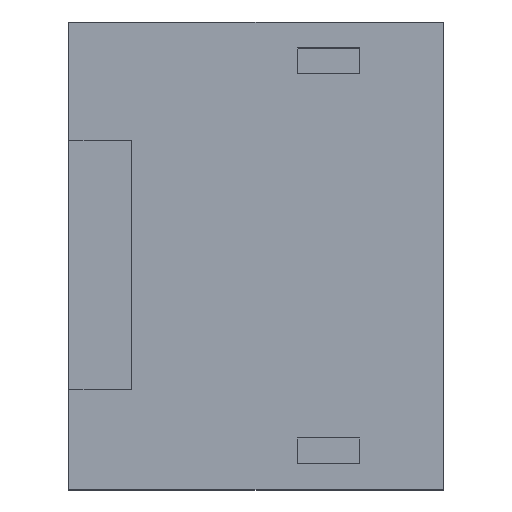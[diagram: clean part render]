
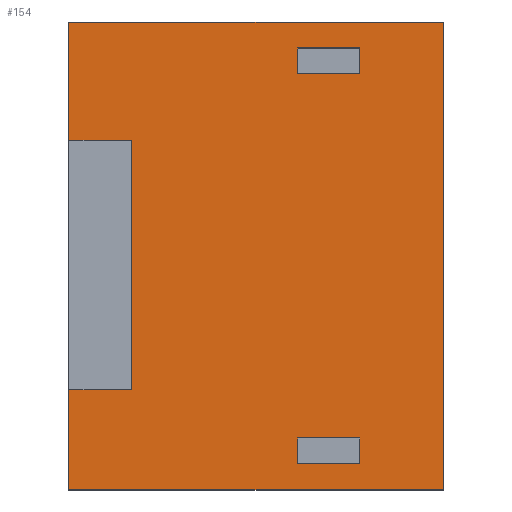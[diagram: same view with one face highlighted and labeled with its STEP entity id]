
A CAD part, top view. The second image highlights one B-rep face of the part: STEP entity #154.
In plain terms, the highlighted planar face has unit normal (0, 0, 1).
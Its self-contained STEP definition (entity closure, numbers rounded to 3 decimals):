
#42 = VERTEX_POINT('',#43);
#43 = CARTESIAN_POINT('',(0.,0.,1.6));
#49 = EDGE_CURVE('',#42,#50,#52,.T.);
#50 = VERTEX_POINT('',#51);
#51 = CARTESIAN_POINT('',(72.,0.,1.6));
#52 = LINE('',#53,#54);
#53 = CARTESIAN_POINT('',(0.,0.,1.6));
#54 = VECTOR('',#55,1.);
#55 = DIRECTION('',(1.,0.,0.));
#82 = VERTEX_POINT('',#83);
#83 = CARTESIAN_POINT('',(0.,90.,1.6));
#89 = EDGE_CURVE('',#82,#42,#90,.T.);
#90 = LINE('',#91,#92);
#91 = CARTESIAN_POINT('',(0.,90.,1.6));
#92 = VECTOR('',#93,1.);
#93 = DIRECTION('',(0.,-1.,0.));
#111 = EDGE_CURVE('',#50,#112,#114,.T.);
#112 = VERTEX_POINT('',#113);
#113 = CARTESIAN_POINT('',(72.,90.,1.6));
#114 = LINE('',#115,#116);
#115 = CARTESIAN_POINT('',(72.,0.,1.6));
#116 = VECTOR('',#117,1.);
#117 = DIRECTION('',(0.,1.,0.));
#154 = ADVANCED_FACE('',(#155,#166,#200,#234),#268,.T.);
#155 = FACE_BOUND('',#156,.T.);
#156 = EDGE_LOOP('',(#157,#158,#159,#165));
#157 = ORIENTED_EDGE('',*,*,#49,.T.);
#158 = ORIENTED_EDGE('',*,*,#111,.T.);
#159 = ORIENTED_EDGE('',*,*,#160,.T.);
#160 = EDGE_CURVE('',#112,#82,#161,.T.);
#161 = LINE('',#162,#163);
#162 = CARTESIAN_POINT('',(72.,90.,1.6));
#163 = VECTOR('',#164,1.);
#164 = DIRECTION('',(-1.,0.,0.));
#165 = ORIENTED_EDGE('',*,*,#89,.T.);
#166 = FACE_BOUND('',#167,.T.);
#167 = EDGE_LOOP('',(#168,#178,#186,#194));
#168 = ORIENTED_EDGE('',*,*,#169,.T.);
#169 = EDGE_CURVE('',#170,#172,#174,.T.);
#170 = VERTEX_POINT('',#171);
#171 = CARTESIAN_POINT('',(12.02,67.231,1.6));
#172 = VERTEX_POINT('',#173);
#173 = CARTESIAN_POINT('',(12.02,19.231,1.6));
#174 = LINE('',#175,#176);
#175 = CARTESIAN_POINT('',(12.02,67.231,1.6));
#176 = VECTOR('',#177,1.);
#177 = DIRECTION('',(0.,-1.,0.));
#178 = ORIENTED_EDGE('',*,*,#179,.T.);
#179 = EDGE_CURVE('',#172,#180,#182,.T.);
#180 = VERTEX_POINT('',#181);
#181 = CARTESIAN_POINT('',(0.02,19.231,1.6));
#182 = LINE('',#183,#184);
#183 = CARTESIAN_POINT('',(12.02,19.231,1.6));
#184 = VECTOR('',#185,1.);
#185 = DIRECTION('',(-1.,0.,0.));
#186 = ORIENTED_EDGE('',*,*,#187,.T.);
#187 = EDGE_CURVE('',#180,#188,#190,.T.);
#188 = VERTEX_POINT('',#189);
#189 = CARTESIAN_POINT('',(0.02,67.231,1.6));
#190 = LINE('',#191,#192);
#191 = CARTESIAN_POINT('',(0.02,19.231,1.6));
#192 = VECTOR('',#193,1.);
#193 = DIRECTION('',(0.,1.,0.));
#194 = ORIENTED_EDGE('',*,*,#195,.T.);
#195 = EDGE_CURVE('',#188,#170,#196,.T.);
#196 = LINE('',#197,#198);
#197 = CARTESIAN_POINT('',(0.02,67.231,1.6));
#198 = VECTOR('',#199,1.);
#199 = DIRECTION('',(1.,0.,0.));
#200 = FACE_BOUND('',#201,.T.);
#201 = EDGE_LOOP('',(#202,#212,#220,#228));
#202 = ORIENTED_EDGE('',*,*,#203,.T.);
#203 = EDGE_CURVE('',#204,#206,#208,.T.);
#204 = VERTEX_POINT('',#205);
#205 = CARTESIAN_POINT('',(44.,5.,1.6));
#206 = VERTEX_POINT('',#207);
#207 = CARTESIAN_POINT('',(44.,10.,1.6));
#208 = LINE('',#209,#210);
#209 = CARTESIAN_POINT('',(44.,5.,1.6));
#210 = VECTOR('',#211,1.);
#211 = DIRECTION('',(0.,1.,0.));
#212 = ORIENTED_EDGE('',*,*,#213,.T.);
#213 = EDGE_CURVE('',#206,#214,#216,.T.);
#214 = VERTEX_POINT('',#215);
#215 = CARTESIAN_POINT('',(56.,10.,1.6));
#216 = LINE('',#217,#218);
#217 = CARTESIAN_POINT('',(44.,10.,1.6));
#218 = VECTOR('',#219,1.);
#219 = DIRECTION('',(1.,0.,0.));
#220 = ORIENTED_EDGE('',*,*,#221,.T.);
#221 = EDGE_CURVE('',#214,#222,#224,.T.);
#222 = VERTEX_POINT('',#223);
#223 = CARTESIAN_POINT('',(56.,5.,1.6));
#224 = LINE('',#225,#226);
#225 = CARTESIAN_POINT('',(56.,10.,1.6));
#226 = VECTOR('',#227,1.);
#227 = DIRECTION('',(0.,-1.,0.));
#228 = ORIENTED_EDGE('',*,*,#229,.T.);
#229 = EDGE_CURVE('',#222,#204,#230,.T.);
#230 = LINE('',#231,#232);
#231 = CARTESIAN_POINT('',(56.,5.,1.6));
#232 = VECTOR('',#233,1.);
#233 = DIRECTION('',(-1.,0.,0.));
#234 = FACE_BOUND('',#235,.T.);
#235 = EDGE_LOOP('',(#236,#246,#254,#262));
#236 = ORIENTED_EDGE('',*,*,#237,.T.);
#237 = EDGE_CURVE('',#238,#240,#242,.T.);
#238 = VERTEX_POINT('',#239);
#239 = CARTESIAN_POINT('',(44.,80.,1.6));
#240 = VERTEX_POINT('',#241);
#241 = CARTESIAN_POINT('',(44.,85.,1.6));
#242 = LINE('',#243,#244);
#243 = CARTESIAN_POINT('',(44.,80.,1.6));
#244 = VECTOR('',#245,1.);
#245 = DIRECTION('',(0.,1.,0.));
#246 = ORIENTED_EDGE('',*,*,#247,.T.);
#247 = EDGE_CURVE('',#240,#248,#250,.T.);
#248 = VERTEX_POINT('',#249);
#249 = CARTESIAN_POINT('',(56.,85.,1.6));
#250 = LINE('',#251,#252);
#251 = CARTESIAN_POINT('',(44.,85.,1.6));
#252 = VECTOR('',#253,1.);
#253 = DIRECTION('',(1.,0.,0.));
#254 = ORIENTED_EDGE('',*,*,#255,.T.);
#255 = EDGE_CURVE('',#248,#256,#258,.T.);
#256 = VERTEX_POINT('',#257);
#257 = CARTESIAN_POINT('',(56.,80.,1.6));
#258 = LINE('',#259,#260);
#259 = CARTESIAN_POINT('',(56.,85.,1.6));
#260 = VECTOR('',#261,1.);
#261 = DIRECTION('',(0.,-1.,0.));
#262 = ORIENTED_EDGE('',*,*,#263,.T.);
#263 = EDGE_CURVE('',#256,#238,#264,.T.);
#264 = LINE('',#265,#266);
#265 = CARTESIAN_POINT('',(56.,80.,1.6));
#266 = VECTOR('',#267,1.);
#267 = DIRECTION('',(-1.,0.,0.));
#268 = PLANE('',#269);
#269 = AXIS2_PLACEMENT_3D('',#270,#271,#272);
#270 = CARTESIAN_POINT('',(36.,45.,1.6));
#271 = DIRECTION('',(0.,0.,1.));
#272 = DIRECTION('',(1.,0.,0.));
